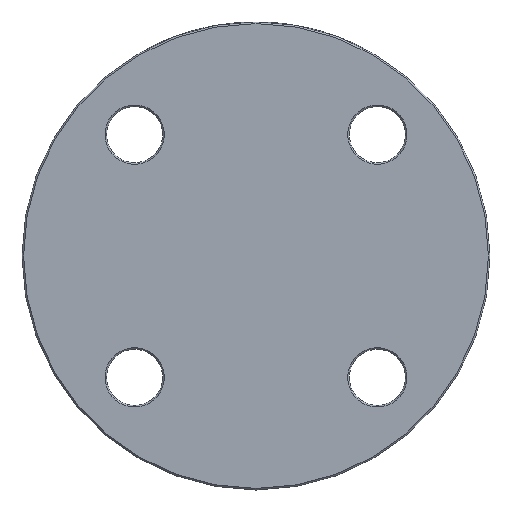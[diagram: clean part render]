
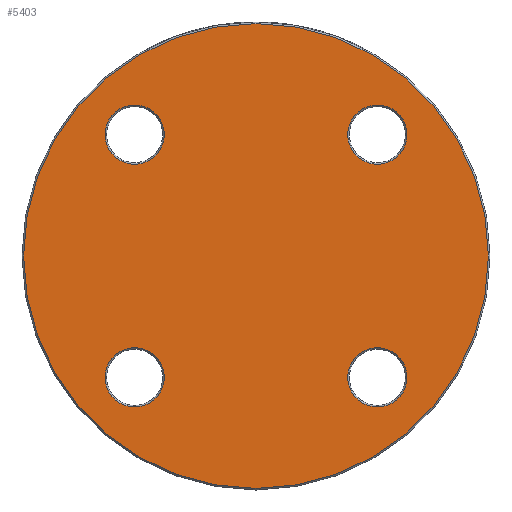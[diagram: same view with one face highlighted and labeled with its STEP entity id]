
A CAD part, left-side view. The second image highlights one B-rep face of the part: STEP entity #5403.
In plain terms, the highlighted planar face has unit normal (-1, 0, 0).
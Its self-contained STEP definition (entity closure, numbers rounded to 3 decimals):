
#194 = CARTESIAN_POINT ( 'NONE',  ( 0., 38.891, -48.391 ) ) ;
#200 = FACE_BOUND ( 'NONE', #3877, .T. ) ;
#224 = CARTESIAN_POINT ( 'NONE',  ( 0., -38.891, 29.391 ) ) ;
#251 = DIRECTION ( 'NONE',  ( 0., 0., -1. ) ) ;
#405 = CIRCLE ( 'NONE', #2132, 9.5 ) ;
#501 = AXIS2_PLACEMENT_3D ( 'NONE', #5691, #2327, #1726 ) ;
#543 = EDGE_LOOP ( 'NONE', ( #2419 ) ) ;
#651 = DIRECTION ( 'NONE',  ( 0., 0., -1. ) ) ;
#738 = CARTESIAN_POINT ( 'NONE',  ( 0., 38.891, -38.891 ) ) ;
#897 = CARTESIAN_POINT ( 'NONE',  ( 0., -38.891, 38.891 ) ) ;
#929 = DIRECTION ( 'NONE',  ( 1., 0., 0. ) ) ;
#1062 = ORIENTED_EDGE ( 'NONE', *, *, #2905, .T. ) ;
#1218 = CARTESIAN_POINT ( 'NONE',  ( 0., 38.891, 29.391 ) ) ;
#1316 = AXIS2_PLACEMENT_3D ( 'NONE', #1349, #4734, #2147 ) ;
#1349 = CARTESIAN_POINT ( 'NONE',  ( 0., 0., 0. ) ) ;
#1470 = EDGE_CURVE ( 'NONE', #5893, #5893, #2053, .T. ) ;
#1519 = CARTESIAN_POINT ( 'NONE',  ( 0., -38.891, -48.391 ) ) ;
#1649 = AXIS2_PLACEMENT_3D ( 'NONE', #5504, #2239, #651 ) ;
#1726 = DIRECTION ( 'NONE',  ( 0., 0., -1. ) ) ;
#1797 = ORIENTED_EDGE ( 'NONE', *, *, #1470, .T. ) ;
#2053 = CIRCLE ( 'NONE', #1649, 9.5 ) ;
#2132 = AXIS2_PLACEMENT_3D ( 'NONE', #897, #929, #2455 ) ;
#2136 = DIRECTION ( 'NONE',  ( 1., 0., 0. ) ) ;
#2147 = DIRECTION ( 'NONE',  ( 0., 0., -1. ) ) ;
#2156 = AXIS2_PLACEMENT_3D ( 'NONE', #738, #2136, #251 ) ;
#2239 = DIRECTION ( 'NONE',  ( 1., 0., 0. ) ) ;
#2327 = DIRECTION ( 'NONE',  ( 1., 0., 0. ) ) ;
#2404 = DIRECTION ( 'NONE',  ( -1., 0., 0. ) ) ;
#2419 = ORIENTED_EDGE ( 'NONE', *, *, #4546, .T. ) ;
#2455 = DIRECTION ( 'NONE',  ( 0., 0., -1. ) ) ;
#2483 = EDGE_LOOP ( 'NONE', ( #3777 ) ) ;
#2905 = EDGE_CURVE ( 'NONE', #3712, #3712, #4519, .T. ) ;
#3112 = FACE_BOUND ( 'NONE', #4570, .T. ) ;
#3136 = VERTEX_POINT ( 'NONE', #3678 ) ;
#3176 = FACE_BOUND ( 'NONE', #543, .T. ) ;
#3272 = EDGE_LOOP ( 'NONE', ( #3399 ) ) ;
#3399 = ORIENTED_EDGE ( 'NONE', *, *, #4670, .T. ) ;
#3574 = AXIS2_PLACEMENT_3D ( 'NONE', #3815, #2404, #3846 ) ;
#3678 = CARTESIAN_POINT ( 'NONE',  ( 0., 0., -74.5 ) ) ;
#3712 = VERTEX_POINT ( 'NONE', #194 ) ;
#3777 = ORIENTED_EDGE ( 'NONE', *, *, #4470, .T. ) ;
#3815 = CARTESIAN_POINT ( 'NONE',  ( 0., 0., 0. ) ) ;
#3846 = DIRECTION ( 'NONE',  ( 0., 0., -1. ) ) ;
#3877 = EDGE_LOOP ( 'NONE', ( #1797 ) ) ;
#4077 = FACE_OUTER_BOUND ( 'NONE', #2483, .T. ) ;
#4192 = CIRCLE ( 'NONE', #3574, 74.5 ) ;
#4470 = EDGE_CURVE ( 'NONE', #3136, #3136, #4192, .T. ) ;
#4519 = CIRCLE ( 'NONE', #2156, 9.5 ) ;
#4546 = EDGE_CURVE ( 'NONE', #4639, #4639, #4895, .T. ) ;
#4570 = EDGE_LOOP ( 'NONE', ( #1062 ) ) ;
#4639 = VERTEX_POINT ( 'NONE', #1218 ) ;
#4670 = EDGE_CURVE ( 'NONE', #5566, #5566, #405, .T. ) ;
#4734 = DIRECTION ( 'NONE',  ( 1., 0., 0. ) ) ;
#4895 = CIRCLE ( 'NONE', #501, 9.5 ) ;
#5128 = PLANE ( 'NONE',  #1316 ) ;
#5403 = ADVANCED_FACE ( 'NONE', ( #4077, #3176, #6051, #200, #3112 ), #5128, .F. ) ;
#5504 = CARTESIAN_POINT ( 'NONE',  ( 0., -38.891, -38.891 ) ) ;
#5566 = VERTEX_POINT ( 'NONE', #224 ) ;
#5691 = CARTESIAN_POINT ( 'NONE',  ( 0., 38.891, 38.891 ) ) ;
#5893 = VERTEX_POINT ( 'NONE', #1519 ) ;
#6051 = FACE_BOUND ( 'NONE', #3272, .T. ) ;
